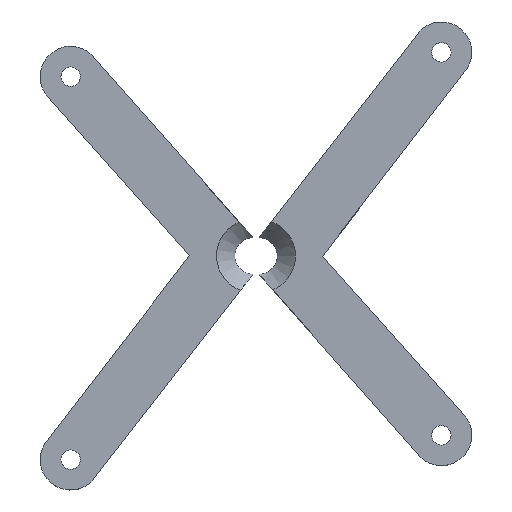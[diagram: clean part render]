
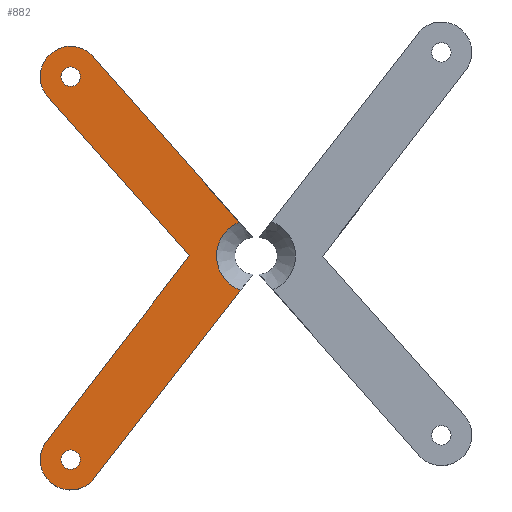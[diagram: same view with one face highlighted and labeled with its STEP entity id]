
A CAD part, top view. The second image highlights one B-rep face of the part: STEP entity #882.
In plain terms, the highlighted planar face has unit normal (0, 0, 1).
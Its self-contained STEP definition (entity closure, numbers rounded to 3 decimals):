
#522=CARTESIAN_POINT('',(108.538,28.007,3.));
#523=VERTEX_POINT('',#522);
#530=CARTESIAN_POINT('',(85.176,54.278,3.));
#531=VERTEX_POINT('',#530);
#532=CARTESIAN_POINT('',(108.538,28.007,3.));
#533=DIRECTION('',(-0.665,0.747,0.));
#534=VECTOR('',#533,35.156);
#535=LINE('',#532,#534);
#536=EDGE_CURVE('',#523,#531,#535,.T.);
#560=CARTESIAN_POINT('',(85.158,-2.3,3.));
#561=VERTEX_POINT('',#560);
#568=CARTESIAN_POINT('',(108.538,28.007,3.));
#569=DIRECTION('',(-0.611,-0.792,0.));
#570=VECTOR('',#569,38.277);
#571=LINE('',#568,#570);
#572=EDGE_CURVE('',#523,#561,#571,.T.);
#585=CARTESIAN_POINT('',(84.,-5.5,3.));
#586=VERTEX_POINT('',#585);
#593=CARTESIAN_POINT('',(89.,-5.5,3.));
#594=DIRECTION('',(0.,0.,1.));
#595=DIRECTION('',(1.,0.,-0.));
#596=AXIS2_PLACEMENT_3D('',#593,#594,#595);
#597=CIRCLE('',#596,5.);
#598=EDGE_CURVE('',#561,#586,#597,.T.);
#626=CARTESIAN_POINT('',(116.949,22.361,3.));
#627=VERTEX_POINT('',#626);
#641=CARTESIAN_POINT('',(92.565,-9.006,3.));
#642=VERTEX_POINT('',#641);
#643=CARTESIAN_POINT('',(116.949,22.361,3.));
#644=DIRECTION('',(-0.614,-0.79,0.));
#645=VECTOR('',#644,39.73);
#646=LINE('',#643,#645);
#647=EDGE_CURVE('',#627,#642,#646,.T.);
#663=CARTESIAN_POINT('',(116.743,33.559,3.));
#664=VERTEX_POINT('',#663);
#665=CARTESIAN_POINT('',(92.396,61.169,3.));
#666=VERTEX_POINT('',#665);
#667=CARTESIAN_POINT('',(116.743,33.559,3.));
#668=DIRECTION('',(-0.661,0.75,0.));
#669=VECTOR('',#668,36.811);
#670=LINE('',#667,#669);
#671=EDGE_CURVE('',#664,#666,#670,.T.);
#712=CARTESIAN_POINT('',(87.399,57.5,3.));
#713=VERTEX_POINT('',#712);
#737=CARTESIAN_POINT('',(90.599,57.5,3.));
#738=VERTEX_POINT('',#737);
#739=CARTESIAN_POINT('',(88.999,57.5,3.));
#740=DIRECTION('',(0.,0.,1.));
#741=DIRECTION('',(1.,0.,-0.));
#742=AXIS2_PLACEMENT_3D('',#739,#740,#741);
#743=CIRCLE('',#742,1.6);
#744=EDGE_CURVE('',#713,#738,#743,.T.);
#746=CARTESIAN_POINT('',(88.999,57.5,3.));
#747=DIRECTION('',(0.,0.,1.));
#748=DIRECTION('',(1.,0.,-0.));
#749=AXIS2_PLACEMENT_3D('',#746,#747,#748);
#750=CIRCLE('',#749,1.6);
#751=EDGE_CURVE('',#738,#713,#750,.T.);
#763=CARTESIAN_POINT('',(83.999,57.5,3.));
#764=VERTEX_POINT('',#763);
#771=CARTESIAN_POINT('',(88.999,57.5,3.));
#772=DIRECTION('',(0.,0.,1.));
#773=DIRECTION('',(1.,0.,-0.));
#774=AXIS2_PLACEMENT_3D('',#771,#772,#773);
#775=CIRCLE('',#774,5.);
#776=EDGE_CURVE('',#666,#764,#775,.T.);
#796=CARTESIAN_POINT('',(87.4,-5.5,3.));
#797=VERTEX_POINT('',#796);
#821=CARTESIAN_POINT('',(90.6,-5.5,3.));
#822=VERTEX_POINT('',#821);
#823=CARTESIAN_POINT('',(89.,-5.5,3.));
#824=DIRECTION('',(0.,0.,1.));
#825=DIRECTION('',(1.,0.,-0.));
#826=AXIS2_PLACEMENT_3D('',#823,#824,#825);
#827=CIRCLE('',#826,1.6);
#828=EDGE_CURVE('',#797,#822,#827,.T.);
#830=CARTESIAN_POINT('',(89.,-5.5,3.));
#831=DIRECTION('',(0.,0.,1.));
#832=DIRECTION('',(1.,0.,-0.));
#833=AXIS2_PLACEMENT_3D('',#830,#831,#832);
#834=CIRCLE('',#833,1.6);
#835=EDGE_CURVE('',#822,#797,#834,.T.);
#840=CARTESIAN_POINT('',(0.,0.,3.));
#841=DIRECTION('',(0.,0.,1.));
#842=DIRECTION('',(1.,0.,0.));
#843=AXIS2_PLACEMENT_3D('',#840,#841,#842);
#844=PLANE('',#843);
#845=ORIENTED_EDGE('',*,*,#647,.F.);
#846=CARTESIAN_POINT('',(119.,28.,3.));
#847=DIRECTION('',(-0.,-0.,-1.));
#848=DIRECTION('',(1.,0.,-0.));
#849=AXIS2_PLACEMENT_3D('',#846,#847,#848);
#850=CIRCLE('',#849,6.);
#851=EDGE_CURVE('',#627,#664,#850,.T.);
#852=ORIENTED_EDGE('',*,*,#851,.T.);
#853=ORIENTED_EDGE('',*,*,#671,.T.);
#854=ORIENTED_EDGE('',*,*,#776,.T.);
#855=CARTESIAN_POINT('',(88.999,57.5,3.));
#856=DIRECTION('',(0.,0.,1.));
#857=DIRECTION('',(1.,0.,-0.));
#858=AXIS2_PLACEMENT_3D('',#855,#856,#857);
#859=CIRCLE('',#858,5.);
#860=EDGE_CURVE('',#764,#531,#859,.T.);
#861=ORIENTED_EDGE('',*,*,#860,.T.);
#862=ORIENTED_EDGE('',*,*,#536,.F.);
#863=ORIENTED_EDGE('',*,*,#572,.T.);
#864=ORIENTED_EDGE('',*,*,#598,.T.);
#865=CARTESIAN_POINT('',(89.,-5.5,3.));
#866=DIRECTION('',(0.,0.,1.));
#867=DIRECTION('',(1.,0.,-0.));
#868=AXIS2_PLACEMENT_3D('',#865,#866,#867);
#869=CIRCLE('',#868,5.);
#870=EDGE_CURVE('',#586,#642,#869,.T.);
#871=ORIENTED_EDGE('',*,*,#870,.T.);
#872=EDGE_LOOP('',(#845,#852,#853,#854,#861,#862,#863,#864,#871));
#873=FACE_BOUND('',#872,.T.);
#874=ORIENTED_EDGE('',*,*,#744,.F.);
#875=ORIENTED_EDGE('',*,*,#751,.F.);
#876=EDGE_LOOP('',(#874,#875));
#877=FACE_BOUND('',#876,.T.);
#878=ORIENTED_EDGE('',*,*,#828,.F.);
#879=ORIENTED_EDGE('',*,*,#835,.F.);
#880=EDGE_LOOP('',(#878,#879));
#881=FACE_BOUND('',#880,.T.);
#882=ADVANCED_FACE('',(#873,#877,#881),#844,.T.);
